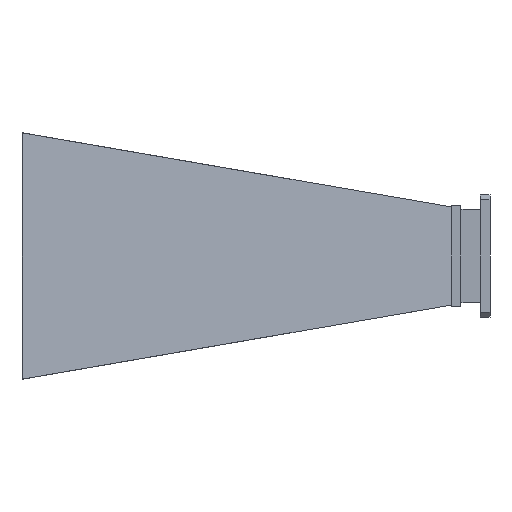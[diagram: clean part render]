
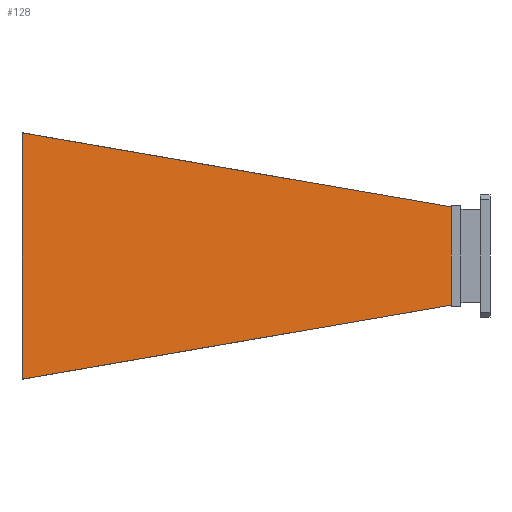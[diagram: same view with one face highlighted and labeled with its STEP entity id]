
A CAD part, front view. The second image highlights one B-rep face of the part: STEP entity #128.
In plain terms, the highlighted planar face has unit normal (0.151, -0.989, 0).
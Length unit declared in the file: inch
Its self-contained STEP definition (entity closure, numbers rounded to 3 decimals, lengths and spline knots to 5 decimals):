
#24 = AXIS2_PLACEMENT_3D ( 'NONE', #665, #1020, #1272 ) ;
#59 = ORIENTED_EDGE ( 'NONE', *, *, #563, .T. ) ;
#95 = DIRECTION ( 'NONE',  ( -0.974, -0.149, 0.168 ) ) ;
#102 = CARTESIAN_POINT ( 'NONE',  ( -1.94286, -0.92662, -1.56032 ) ) ;
#128 = ADVANCED_FACE ( 'NONE', ( #1263 ), #1141, .T. ) ;
#139 = VERTEX_POINT ( 'NONE', #763 ) ;
#144 = EDGE_LOOP ( 'NONE', ( #830, #438, #59, #1060 ) ) ;
#222 = LINE ( 'NONE', #936, #1255 ) ;
#410 = CARTESIAN_POINT ( 'NONE',  ( -11.32693, -2.363, 13.63306 ) ) ;
#414 = CARTESIAN_POINT ( 'NONE',  ( -0.25, -0.6675, -2.60801 ) ) ;
#438 = ORIENTED_EDGE ( 'NONE', *, *, #774, .F. ) ;
#441 = LINE ( 'NONE', #102, #844 ) ;
#456 = VERTEX_POINT ( 'NONE', #877 ) ;
#563 = EDGE_CURVE ( 'NONE', #456, #139, #678, .T. ) ;
#665 = CARTESIAN_POINT ( 'NONE',  ( 0.09411, -0.61483, 13.63306 ) ) ;
#678 = LINE ( 'NONE', #414, #819 ) ;
#763 = CARTESIAN_POINT ( 'NONE',  ( -0.25, -0.6675, 1.268 ) ) ;
#774 = EDGE_CURVE ( 'NONE', #456, #1094, #441, .T. ) ;
#819 = VECTOR ( 'NONE', #919, 39.37008 ) ;
#830 = ORIENTED_EDGE ( 'NONE', *, *, #1384, .T. ) ;
#844 = VECTOR ( 'NONE', #1552, 39.37008 ) ;
#877 = CARTESIAN_POINT ( 'NONE',  ( -0.25, -0.6675, -1.268 ) ) ;
#899 = VECTOR ( 'NONE', #907, 39.37008 ) ;
#907 = DIRECTION ( 'NONE',  ( 0., 0., -1. ) ) ;
#919 = DIRECTION ( 'NONE',  ( 0., 0., 1. ) ) ;
#936 = CARTESIAN_POINT ( 'NONE',  ( -1.94286, -0.92662, 1.56032 ) ) ;
#1020 = DIRECTION ( 'NONE',  ( 0.151, -0.988, 0. ) ) ;
#1021 = LINE ( 'NONE', #410, #899 ) ;
#1060 = ORIENTED_EDGE ( 'NONE', *, *, #1415, .T. ) ;
#1094 = VERTEX_POINT ( 'NONE', #1198 ) ;
#1141 = PLANE ( 'NONE',  #24 ) ;
#1142 = CARTESIAN_POINT ( 'NONE',  ( -11.32693, -2.363, 3.18074 ) ) ;
#1198 = CARTESIAN_POINT ( 'NONE',  ( -11.32693, -2.363, -3.18074 ) ) ;
#1255 = VECTOR ( 'NONE', #95, 39.37008 ) ;
#1263 = FACE_OUTER_BOUND ( 'NONE', #144, .T. ) ;
#1272 = DIRECTION ( 'NONE',  ( 0.988, 0.151, 0. ) ) ;
#1381 = VERTEX_POINT ( 'NONE', #1142 ) ;
#1384 = EDGE_CURVE ( 'NONE', #1381, #1094, #1021, .T. ) ;
#1415 = EDGE_CURVE ( 'NONE', #139, #1381, #222, .T. ) ;
#1552 = DIRECTION ( 'NONE',  ( -0.974, -0.149, -0.168 ) ) ;
